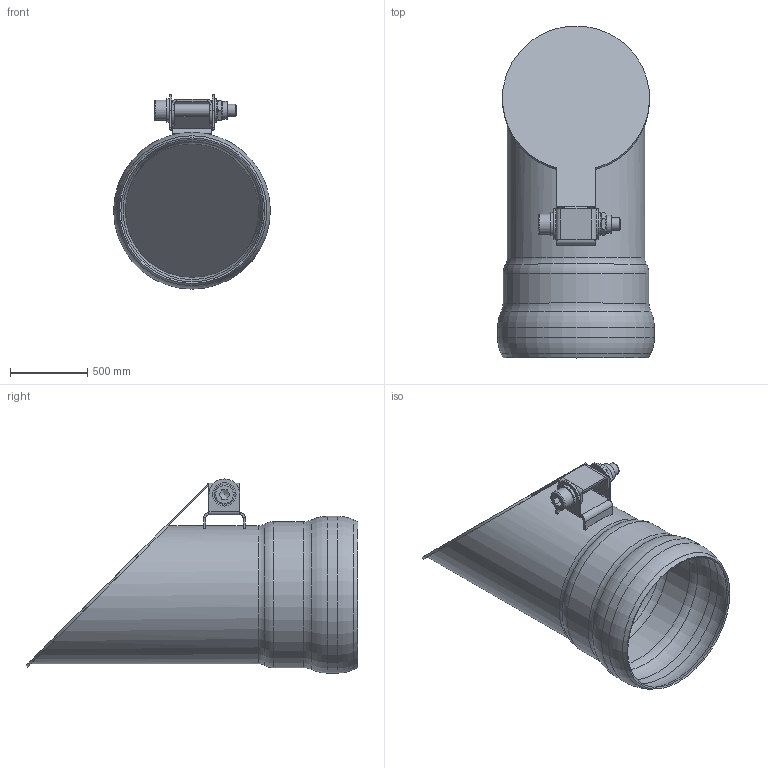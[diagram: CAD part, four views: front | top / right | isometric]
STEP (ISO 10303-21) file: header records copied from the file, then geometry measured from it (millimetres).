
FILE_DESCRIPTION(/* description */ (''),/* implementation_level */ '2;1');
FILE_NAME(/* name */ '04320.080X_3D.stp',/* time_stamp */ '2024-12-11T13:30:07+01:00',/* author */ ('CAD'),/* organization */ (''),/* preprocessor_version */ 'ST-DEVELOPER v20',/* originating_system */ 'AutoCAD Mechanical',/* authorisation */ '');
FILE_SCHEMA (('AUTOMOTIVE_DESIGN { 1 0 10303 214 3 1 1 }'));
Length unit declared in the file: centimetre
Products named in the file (2): Product; *S0
Assembly tree (1 placements, depth 2):
  Product
    *S0
Bounding box: 1012 x 2142.8 x 1253.49 mm (x, y, z)
Volume: 81522188.6 mm3; surface area: 12752171.9 mm2
Topology: 7 solids, 7 shells, 169 faces, 406 edges, 250 vertices
Faces by surface type: plane 95, cylinder 44, torus 12, bspline 9, cone 9
Full cylindrical faces by diameter (mm): 66.47 x1, 80 x1, 81 x2, 82 x2, 84 x2, 116 x1, 130 x1, 150 x2, 865 x1, 889 x1, 918 x1, 942 x1, 988 x1, 1012 x1
Entity records: 6399 total; most frequent: CARTESIAN_POINT 2374, DIRECTION 849, ORIENTED_EDGE 808, EDGE_CURVE 404, AXIS2_PLACEMENT_3D 316, VERTEX_POINT 248, LINE 217, VECTOR 217
